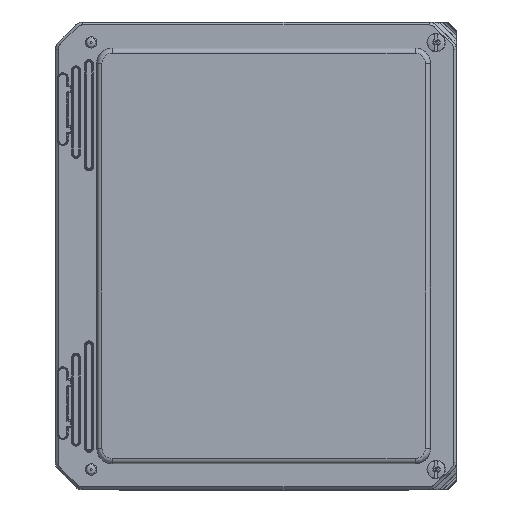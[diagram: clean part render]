
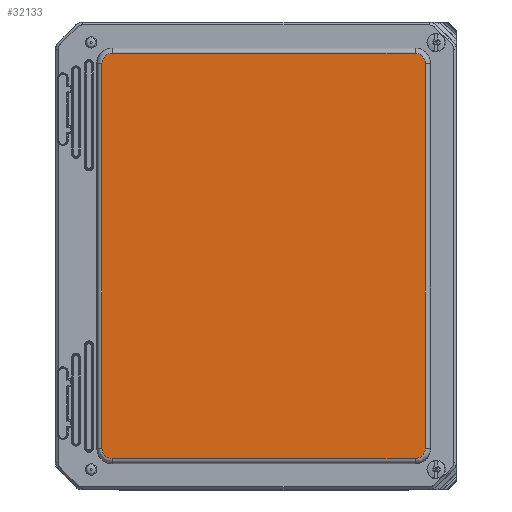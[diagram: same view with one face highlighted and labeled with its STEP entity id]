
A CAD part, top view. The second image highlights one B-rep face of the part: STEP entity #32133.
In plain terms, the highlighted face is planar.
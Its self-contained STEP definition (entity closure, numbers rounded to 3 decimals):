
#1362=ELLIPSE($,#35659,0.25,0.25);
#1365=ELLIPSE($,#35663,0.25,0.25);
#1366=ELLIPSE($,#35669,0.25,0.25);
#1369=ELLIPSE($,#35673,0.25,0.25);
#4526=LINE($,#75626,#6750);
#4528=LINE($,#75770,#6752);
#4531=LINE($,#75777,#6755);
#4533=LINE($,#75925,#6757);
#6750=VECTOR($,#44600,7.393);
#6752=VECTOR($,#44620,9.393);
#6755=VECTOR($,#44627,9.393);
#6757=VECTOR($,#44643,7.393);
#7592=PLANE($,#35679);
#9553=FACE_OUTER_BOUND($,#11660,.T.);
#11660=EDGE_LOOP($,(#29056,#29057,#29058,#29059,#29060,#29061,#29062,#29063));
#15711=VERTEX_POINT($,#75623);
#15712=VERTEX_POINT($,#75625);
#15715=VERTEX_POINT($,#75694);
#15716=VERTEX_POINT($,#75761);
#15719=VERTEX_POINT($,#75768);
#15720=VERTEX_POINT($,#75773);
#15723=VERTEX_POINT($,#75842);
#15724=VERTEX_POINT($,#75918);
#20205=EDGE_CURVE($,#15711,#15712,#4526,.T.);
#20209=EDGE_CURVE($,#15715,#15711,#1362,.T.);
#20213=EDGE_CURVE($,#15712,#15716,#1365,.T.);
#20215=EDGE_CURVE($,#15719,#15715,#4528,.T.);
#20219=EDGE_CURVE($,#15716,#15720,#4531,.T.);
#20221=EDGE_CURVE($,#15723,#15719,#1366,.T.);
#20225=EDGE_CURVE($,#15720,#15724,#1369,.T.);
#20227=EDGE_CURVE($,#15724,#15723,#4533,.T.);
#29056=ORIENTED_EDGE($,*,*,#20205,.F.);
#29057=ORIENTED_EDGE($,*,*,#20209,.F.);
#29058=ORIENTED_EDGE($,*,*,#20215,.F.);
#29059=ORIENTED_EDGE($,*,*,#20221,.F.);
#29060=ORIENTED_EDGE($,*,*,#20227,.F.);
#29061=ORIENTED_EDGE($,*,*,#20225,.F.);
#29062=ORIENTED_EDGE($,*,*,#20219,.F.);
#29063=ORIENTED_EDGE($,*,*,#20213,.F.);
#32133=ADVANCED_FACE($,(#9553),#7592,.F.);
#35659=AXIS2_PLACEMENT_3D($,#75696,#44606,#44607);
#35663=AXIS2_PLACEMENT_3D($,#75765,#44614,#44615);
#35669=AXIS2_PLACEMENT_3D($,#75844,#44630,#44631);
#35673=AXIS2_PLACEMENT_3D($,#75922,#44638,#44639);
#35679=AXIS2_PLACEMENT_3D($,#75935,#44657,#44658);
#44600=DIRECTION($,(1.,0.,0.));
#44606=DIRECTION('center_axis',(0.,0.,1.));
#44607=DIRECTION('ref_axis',(-0.707,-0.707,0.));
#44614=DIRECTION('center_axis',(0.,0.,1.));
#44615=DIRECTION('ref_axis',(0.707,-0.707,0.));
#44620=DIRECTION($,(0.,-1.,0.));
#44627=DIRECTION($,(0.,1.,0.));
#44630=DIRECTION('center_axis',(0.,0.,1.));
#44631=DIRECTION('ref_axis',(-0.707,0.707,0.));
#44638=DIRECTION('center_axis',(0.,0.,1.));
#44639=DIRECTION('ref_axis',(0.707,0.707,0.));
#44643=DIRECTION($,(-1.,0.,0.));
#44657=DIRECTION('center_axis',(0.,0.,1.));
#44658=DIRECTION('ref_axis',(1.,0.,0.));
#75623=CARTESIAN_POINT('',(-3.509,-4.946,0.));
#75625=CARTESIAN_POINT('',(3.884,-4.946,0.));
#75626=CARTESIAN_POINT($,(-3.509,-4.946,0.));
#75694=CARTESIAN_POINT('',(-3.759,-4.696,0.));
#75696=CARTESIAN_POINT('Origin',(-3.509,-4.696,0.));
#75761=CARTESIAN_POINT('',(4.134,-4.696,0.));
#75765=CARTESIAN_POINT('Origin',(3.884,-4.696,0.));
#75768=CARTESIAN_POINT('',(-3.759,4.696,0.));
#75770=CARTESIAN_POINT($,(-3.759,4.696,0.));
#75773=CARTESIAN_POINT('',(4.134,4.696,0.));
#75777=CARTESIAN_POINT($,(4.134,-4.696,0.));
#75842=CARTESIAN_POINT('',(-3.509,4.946,0.));
#75844=CARTESIAN_POINT('Origin',(-3.509,4.696,0.));
#75918=CARTESIAN_POINT('',(3.884,4.946,0.));
#75922=CARTESIAN_POINT('Origin',(3.884,4.696,0.));
#75925=CARTESIAN_POINT($,(3.884,4.946,0.));
#75935=CARTESIAN_POINT('Origin',(0.188,0.,0.));
